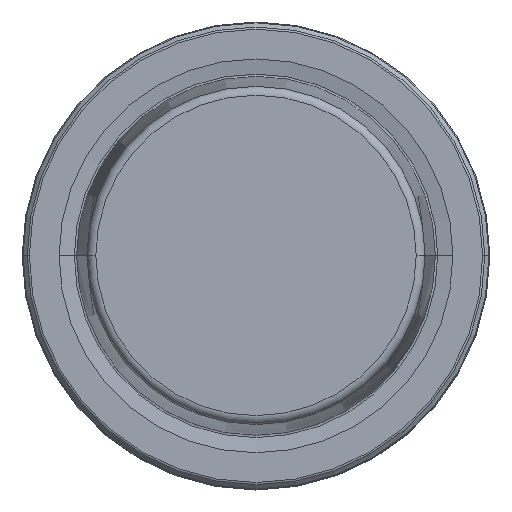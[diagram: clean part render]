
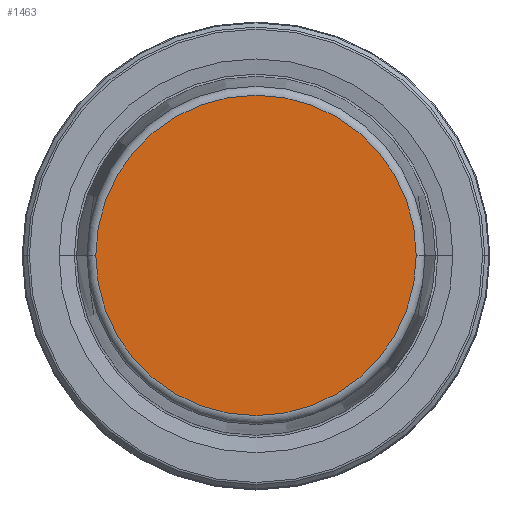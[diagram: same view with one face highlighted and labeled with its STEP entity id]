
A CAD part, top view. The second image highlights one B-rep face of the part: STEP entity #1463.
In plain terms, the highlighted planar face has unit normal (0, 0, 1).
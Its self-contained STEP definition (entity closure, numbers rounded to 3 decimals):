
#9 = CARTESIAN_POINT ( 'NONE',  ( -21.581, 0., 31.9 ) ) ;
#267 = VERTEX_POINT ( 'NONE', #9 ) ;
#521 = CARTESIAN_POINT ( 'NONE',  ( 0., 0., 31.9 ) ) ;
#663 = ORIENTED_EDGE ( 'NONE', *, *, #1197, .T. ) ;
#700 = AXIS2_PLACEMENT_3D ( 'NONE', #787, #2399, #1026 ) ;
#740 = DIRECTION ( 'NONE',  ( 0., 0., -1. ) ) ;
#787 = CARTESIAN_POINT ( 'NONE',  ( 0., 0., 31.9 ) ) ;
#843 = DIRECTION ( 'NONE',  ( 0., 0., 1. ) ) ;
#1002 = AXIS2_PLACEMENT_3D ( 'NONE', #521, #740, #2354 ) ;
#1026 = DIRECTION ( 'NONE',  ( 1., 0., 0. ) ) ;
#1053 = CARTESIAN_POINT ( 'NONE',  ( 21.581, 0., 31.9 ) ) ;
#1197 = EDGE_CURVE ( 'NONE', #2213, #267, #1743, .T. ) ;
#1403 = PLANE ( 'NONE',  #1002 ) ;
#1463 = ADVANCED_FACE ( 'NONE', ( #1527 ), #1403, .F. ) ;
#1527 = FACE_OUTER_BOUND ( 'NONE', #2974, .T. ) ;
#1743 = CIRCLE ( 'NONE', #2355, 21.581 ) ;
#2003 = CIRCLE ( 'NONE', #700, 21.581 ) ;
#2124 = EDGE_CURVE ( 'NONE', #267, #2213, #2003, .T. ) ;
#2213 = VERTEX_POINT ( 'NONE', #1053 ) ;
#2223 = CARTESIAN_POINT ( 'NONE',  ( 0., 0., 31.9 ) ) ;
#2354 = DIRECTION ( 'NONE',  ( -1., 0., 0. ) ) ;
#2355 = AXIS2_PLACEMENT_3D ( 'NONE', #2223, #843, #2457 ) ;
#2399 = DIRECTION ( 'NONE',  ( 0., 0., 1. ) ) ;
#2457 = DIRECTION ( 'NONE',  ( 1., 0., 0. ) ) ;
#2547 = ORIENTED_EDGE ( 'NONE', *, *, #2124, .T. ) ;
#2974 = EDGE_LOOP ( 'NONE', ( #663, #2547 ) ) ;
